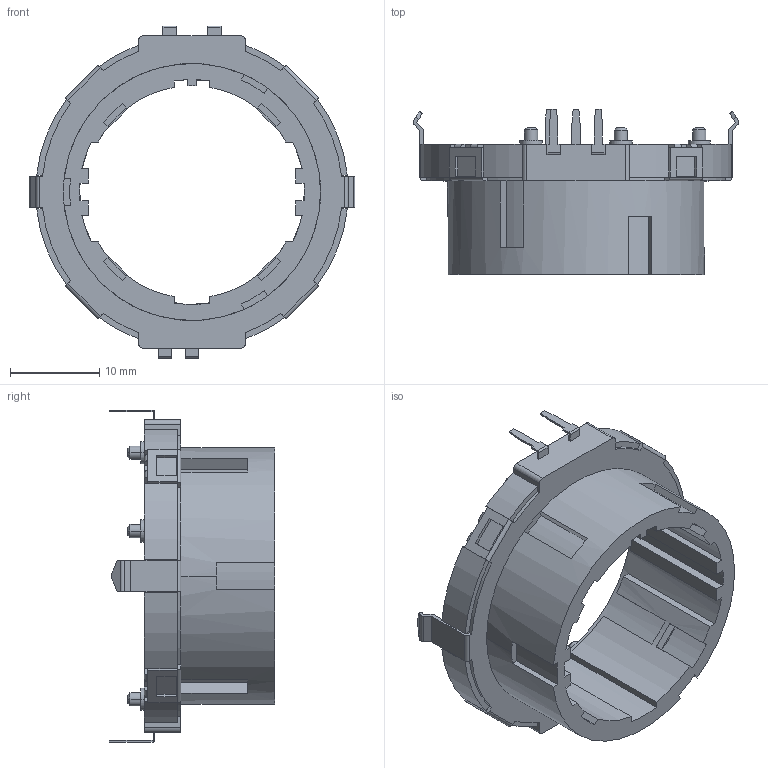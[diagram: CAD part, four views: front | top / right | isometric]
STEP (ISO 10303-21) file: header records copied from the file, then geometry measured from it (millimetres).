
FILE_DESCRIPTION((''),'2;1');
FILE_NAME('PER35','2019-09-26T',('lijun'),(''),'PRO/ENGINEER BY PARAMETRIC TECHNOLOGY CORPORATION, 2008380','PRO/ENGINEER BY PARAMETRIC TECHNOLOGY CORPORATION, 2008380','');
FILE_SCHEMA(('CONFIG_CONTROL_DESIGN'));
Length unit declared in the file: millimetre
Products named in the file (1): PER35
Bounding box: 36.5 x 18.5 x 37.2 mm (x, y, z)
Volume: 3781.6 mm3; surface area: 4300.3 mm2
Topology: 1 solids, 1 shells, 413 faces, 1158 edges, 742 vertices
Faces by surface type: plane 319, cylinder 88, cone 6
Entity records: 13216 total; most frequent: ORIENTED_EDGE 2316, CARTESIAN_POINT 2313, DIRECTION 2218, EDGE_CURVE 1158, VECTOR 924, LINE 924, VERTEX_POINT 742, AXIS2_PLACEMENT_3D 647
